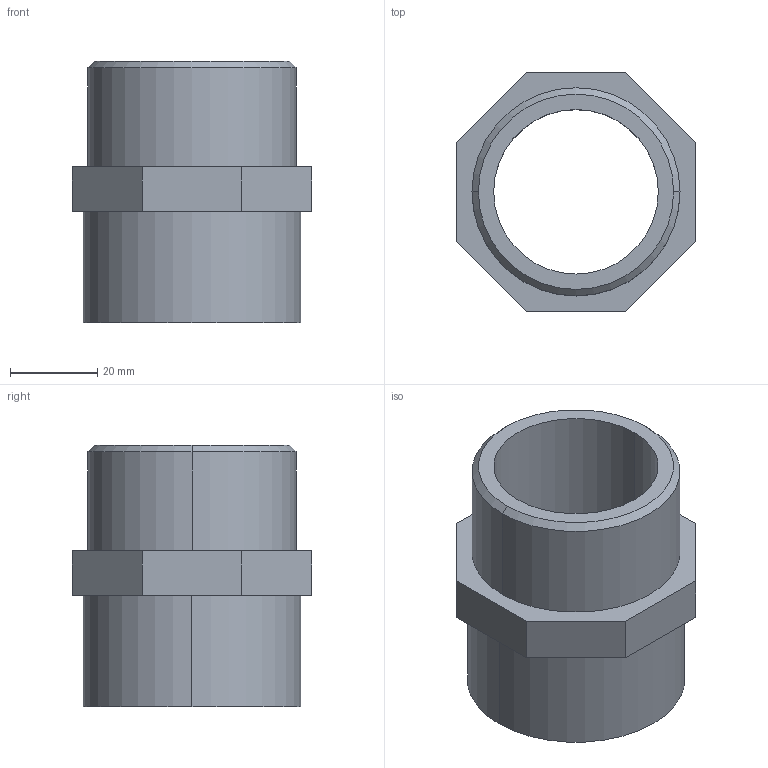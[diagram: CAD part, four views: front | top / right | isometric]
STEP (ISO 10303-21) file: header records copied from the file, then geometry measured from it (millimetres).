
FILE_DESCRIPTION(('STEP AP214'),'1');
FILE_NAME('cctmp_1F797917-ACC5-46C4-B277-1512976857E7_2022_03_09_10_01_58_0114..stp','2022-03-09T09:01:58',('Praher Valves GmbH'),('CADClick - www.CADClick.com'),'Spatial InterOp 3D',' ','unknown authorization');
FILE_SCHEMA(('AUTOMOTIVE_DESIGN'));
Length unit declared in the file: millimetre
Products named in the file (1): 71294
Bounding box: 55 x 55 x 60 mm (x, y, z)
Volume: 48193.3 mm3; surface area: 19384.5 mm2
Topology: 1 solids, 1 shells, 24 faces, 54 edges, 34 vertices
Faces by surface type: plane 12, cylinder 8, cone 4
Entity records: 888 total; most frequent: DIRECTION 122, CARTESIAN_POINT 113, ORIENTED_EDGE 108, EDGE_CURVE 54, AXIS2_PLACEMENT_3D 43, LINE 36, VECTOR 36, VERTEX_POINT 34
